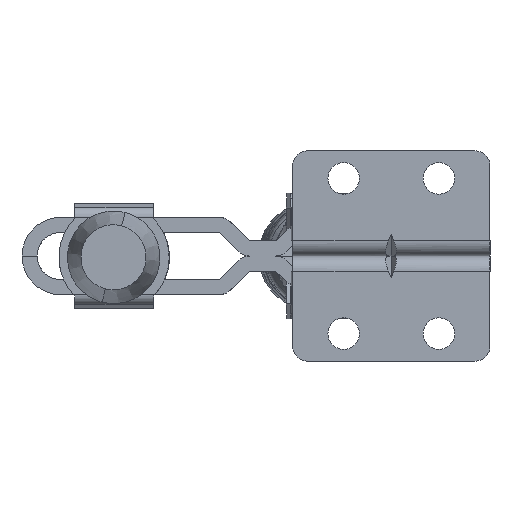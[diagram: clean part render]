
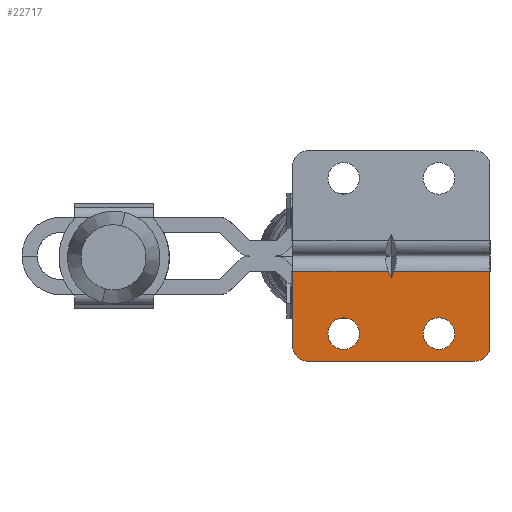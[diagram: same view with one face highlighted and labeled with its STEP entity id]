
A CAD part, front view. The second image highlights one B-rep face of the part: STEP entity #22717.
In plain terms, the highlighted planar face has unit normal (0, -1, 0).
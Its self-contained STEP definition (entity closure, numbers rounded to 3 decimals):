
#58 = CARTESIAN_POINT ( 'NONE',  ( -10.2, 0., -15.5 ) ) ;
#147 = CARTESIAN_POINT ( 'NONE',  ( -13.35, 0., -15.5 ) ) ;
#207 = EDGE_CURVE ( 'NONE', #34214, #2797, #20127, .T. ) ;
#217 = EDGE_CURVE ( 'NONE', #25387, #2797, #15418, .T. ) ;
#227 = EDGE_CURVE ( 'NONE', #1409, #26575, #19221, .T. ) ;
#856 = EDGE_CURVE ( 'NONE', #23331, #34214, #15468, .T. ) ;
#1409 = VERTEX_POINT ( 'NONE', #11784 ) ;
#1613 = EDGE_CURVE ( 'NONE', #14750, #20397, #8883, .T. ) ;
#1807 = VERTEX_POINT ( 'NONE', #8697 ) ;
#2081 = DIRECTION ( 'NONE',  ( 1., 0., 0. ) ) ;
#2133 = CIRCLE ( 'NONE', #21713, 3. ) ;
#2313 = EDGE_LOOP ( 'NONE', ( #29728, #11752 ) ) ;
#2779 = ORIENTED_EDGE ( 'NONE', *, *, #29503, .F. ) ;
#2797 = VERTEX_POINT ( 'NONE', #13084 ) ;
#3429 = LINE ( 'NONE', #8670, #9554 ) ;
#4241 = DIRECTION ( 'NONE',  ( -1., 0., 0. ) ) ;
#4273 = DIRECTION ( 'NONE',  ( -1., 0., 0. ) ) ;
#4338 = ORIENTED_EDGE ( 'NONE', *, *, #21691, .F. ) ;
#4470 = AXIS2_PLACEMENT_3D ( 'NONE', #30830, #13898, #33183 ) ;
#4496 = EDGE_LOOP ( 'NONE', ( #4338, #11899, #29527, #25978, #4688, #2779, #26324, #21455, #26554 ) ) ;
#4688 = ORIENTED_EDGE ( 'NONE', *, *, #15359, .T. ) ;
#6378 = CIRCLE ( 'NONE', #29996, 3.15 ) ;
#6538 = VECTOR ( 'NONE', #15237, 1000. ) ;
#6831 = EDGE_CURVE ( 'NONE', #1807, #29000, #3429, .T. ) ;
#6961 = CARTESIAN_POINT ( 'NONE',  ( 0., 0., -3. ) ) ;
#7420 = DIRECTION ( 'NONE',  ( 0., 1., 0. ) ) ;
#8657 = CARTESIAN_POINT ( 'NONE',  ( -16.655, 0., -10.752 ) ) ;
#8670 = CARTESIAN_POINT ( 'NONE',  ( -39.4, 0., -3. ) ) ;
#8697 = CARTESIAN_POINT ( 'NONE',  ( -39.4, 0., -18. ) ) ;
#8837 = DIRECTION ( 'NONE',  ( 0., 0., 1. ) ) ;
#8883 = CIRCLE ( 'NONE', #31318, 3.15 ) ;
#9554 = VECTOR ( 'NONE', #8837, 1000. ) ;
#10024 = CARTESIAN_POINT ( 'NONE',  ( 0., 0., -3. ) ) ;
#10366 = EDGE_CURVE ( 'NONE', #15919, #1807, #15410, .T. ) ;
#10995 = DIRECTION ( 'NONE',  ( -1., 0., 0. ) ) ;
#11752 = ORIENTED_EDGE ( 'NONE', *, *, #227, .F. ) ;
#11784 = CARTESIAN_POINT ( 'NONE',  ( -26.05, 0., -15.5 ) ) ;
#11876 = CARTESIAN_POINT ( 'NONE',  ( -16.387, 0., 3.789 ) ) ;
#11899 = ORIENTED_EDGE ( 'NONE', *, *, #21069, .F. ) ;
#12346 = VERTEX_POINT ( 'NONE', #15016 ) ;
#12588 = VECTOR ( 'NONE', #2081, 1000. ) ;
#13084 = CARTESIAN_POINT ( 'NONE',  ( 0., 0., -3. ) ) ;
#13209 = DIRECTION ( 'NONE',  ( -1., 0., 0. ) ) ;
#13377 = DIRECTION ( 'NONE',  ( 0., -1., 0. ) ) ;
#13898 = DIRECTION ( 'NONE',  ( 0., 1., 0. ) ) ;
#14416 = CARTESIAN_POINT ( 'NONE',  ( -36.4, 0., -21. ) ) ;
#14750 = VERTEX_POINT ( 'NONE', #147 ) ;
#15016 = CARTESIAN_POINT ( 'NONE',  ( -20.263, 0., -3. ) ) ;
#15097 = DIRECTION ( 'NONE',  ( 0., -1., 0. ) ) ;
#15237 = DIRECTION ( 'NONE',  ( 1., 0., 0. ) ) ;
#15359 = EDGE_CURVE ( 'NONE', #15919, #34935, #19003, .T. ) ;
#15410 = CIRCLE ( 'NONE', #4470, 3. ) ;
#15418 = LINE ( 'NONE', #6961, #26115 ) ;
#15468 = LINE ( 'NONE', #11876, #23238 ) ;
#15919 = VERTEX_POINT ( 'NONE', #14416 ) ;
#16104 = CARTESIAN_POINT ( 'NONE',  ( 0., 0., -18. ) ) ;
#16227 = EDGE_CURVE ( 'NONE', #26575, #1409, #22522, .T. ) ;
#16746 = CARTESIAN_POINT ( 'NONE',  ( -7.05, 0., -15.5 ) ) ;
#17708 = CARTESIAN_POINT ( 'NONE',  ( -19.7, 0., -4.209 ) ) ;
#17880 = EDGE_CURVE ( 'NONE', #20397, #14750, #6378, .T. ) ;
#18493 = DIRECTION ( 'NONE',  ( 0., 0., 1. ) ) ;
#19003 = LINE ( 'NONE', #35574, #28804 ) ;
#19221 = CIRCLE ( 'NONE', #32458, 3.15 ) ;
#19296 = LINE ( 'NONE', #8657, #32204 ) ;
#19642 = DIRECTION ( 'NONE',  ( 0., 1., 0. ) ) ;
#19700 = DIRECTION ( 'NONE',  ( 1., 0., 0. ) ) ;
#20127 = LINE ( 'NONE', #26408, #6538 ) ;
#20397 = VERTEX_POINT ( 'NONE', #16746 ) ;
#20941 = FACE_BOUND ( 'NONE', #22586, .T. ) ;
#21069 = EDGE_CURVE ( 'NONE', #29000, #12346, #26418, .T. ) ;
#21142 = CARTESIAN_POINT ( 'NONE',  ( -39.4, 0., -3. ) ) ;
#21455 = ORIENTED_EDGE ( 'NONE', *, *, #207, .F. ) ;
#21691 = EDGE_CURVE ( 'NONE', #12346, #23331, #19296, .T. ) ;
#21713 = AXIS2_PLACEMENT_3D ( 'NONE', #35673, #19642, #10995 ) ;
#22522 = CIRCLE ( 'NONE', #28291, 3.15 ) ;
#22586 = EDGE_LOOP ( 'NONE', ( #35109, #22655 ) ) ;
#22655 = ORIENTED_EDGE ( 'NONE', *, *, #17880, .F. ) ;
#22717 = ADVANCED_FACE ( 'NONE', ( #23802, #23278, #20941 ), #31580, .F. ) ;
#23051 = DIRECTION ( 'NONE',  ( 0.383, 0., 0.924 ) ) ;
#23238 = VECTOR ( 'NONE', #23051, 1000. ) ;
#23278 = FACE_BOUND ( 'NONE', #2313, .T. ) ;
#23331 = VERTEX_POINT ( 'NONE', #17708 ) ;
#23458 = DIRECTION ( 'NONE',  ( 0., -1., 0. ) ) ;
#23728 = CARTESIAN_POINT ( 'NONE',  ( -10.2, 0., -15.5 ) ) ;
#23802 = FACE_OUTER_BOUND ( 'NONE', #4496, .T. ) ;
#25387 = VERTEX_POINT ( 'NONE', #16104 ) ;
#25445 = CARTESIAN_POINT ( 'NONE',  ( -32.35, 0., -15.5 ) ) ;
#25978 = ORIENTED_EDGE ( 'NONE', *, *, #10366, .F. ) ;
#26115 = VECTOR ( 'NONE', #18493, 1000. ) ;
#26324 = ORIENTED_EDGE ( 'NONE', *, *, #217, .T. ) ;
#26408 = CARTESIAN_POINT ( 'NONE',  ( 0., 0., -3. ) ) ;
#26418 = LINE ( 'NONE', #10024, #12588 ) ;
#26453 = AXIS2_PLACEMENT_3D ( 'NONE', #29232, #7420, #31394 ) ;
#26554 = ORIENTED_EDGE ( 'NONE', *, *, #856, .F. ) ;
#26575 = VERTEX_POINT ( 'NONE', #25445 ) ;
#28291 = AXIS2_PLACEMENT_3D ( 'NONE', #34998, #23458, #29240 ) ;
#28538 = CARTESIAN_POINT ( 'NONE',  ( -19.199, 0., -3. ) ) ;
#28804 = VECTOR ( 'NONE', #19700, 1000. ) ;
#29000 = VERTEX_POINT ( 'NONE', #21142 ) ;
#29232 = CARTESIAN_POINT ( 'NONE',  ( 0., 0., -3. ) ) ;
#29240 = DIRECTION ( 'NONE',  ( -1., 0., 0. ) ) ;
#29503 = EDGE_CURVE ( 'NONE', #25387, #34935, #2133, .T. ) ;
#29527 = ORIENTED_EDGE ( 'NONE', *, *, #6831, .F. ) ;
#29728 = ORIENTED_EDGE ( 'NONE', *, *, #16227, .F. ) ;
#29996 = AXIS2_PLACEMENT_3D ( 'NONE', #23728, #15097, #4273 ) ;
#30290 = DIRECTION ( 'NONE',  ( 0.422, 0., -0.907 ) ) ;
#30830 = CARTESIAN_POINT ( 'NONE',  ( -36.4, 0., -18. ) ) ;
#31318 = AXIS2_PLACEMENT_3D ( 'NONE', #58, #13377, #13209 ) ;
#31394 = DIRECTION ( 'NONE',  ( 1., 0., 0. ) ) ;
#31466 = CARTESIAN_POINT ( 'NONE',  ( -29.2, 0., -15.5 ) ) ;
#31580 = PLANE ( 'NONE',  #26453 ) ;
#32204 = VECTOR ( 'NONE', #30290, 1000. ) ;
#32360 = CARTESIAN_POINT ( 'NONE',  ( -3., 0., -21. ) ) ;
#32458 = AXIS2_PLACEMENT_3D ( 'NONE', #31466, #34350, #4241 ) ;
#33183 = DIRECTION ( 'NONE',  ( -1., 0., 0. ) ) ;
#34214 = VERTEX_POINT ( 'NONE', #28538 ) ;
#34350 = DIRECTION ( 'NONE',  ( 0., -1., 0. ) ) ;
#34935 = VERTEX_POINT ( 'NONE', #32360 ) ;
#34998 = CARTESIAN_POINT ( 'NONE',  ( -29.2, 0., -15.5 ) ) ;
#35109 = ORIENTED_EDGE ( 'NONE', *, *, #1613, .F. ) ;
#35574 = CARTESIAN_POINT ( 'NONE',  ( -39.4, 0., -21. ) ) ;
#35673 = CARTESIAN_POINT ( 'NONE',  ( -3., 0., -18. ) ) ;
